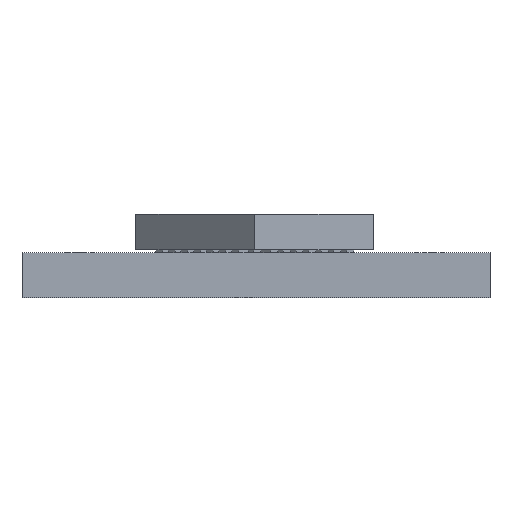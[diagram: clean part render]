
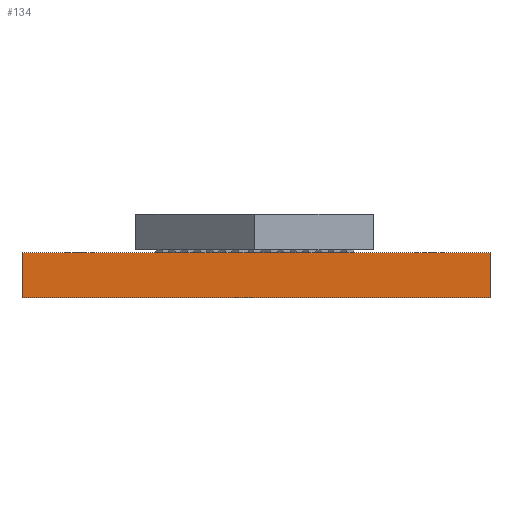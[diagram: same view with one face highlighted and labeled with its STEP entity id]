
A CAD part, front view. The second image highlights one B-rep face of the part: STEP entity #134.
In plain terms, the highlighted planar face has unit normal (0, -1, 0).
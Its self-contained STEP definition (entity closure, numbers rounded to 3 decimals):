
#76 = EDGE_CURVE('',#77,#79,#81,.T.);
#77 = VERTEX_POINT('',#78);
#78 = CARTESIAN_POINT('',(14.901,-35.137,-0.82));
#79 = VERTEX_POINT('',#80);
#80 = CARTESIAN_POINT('',(14.901,-35.137,0.82));
#81 = LINE('',#82,#83);
#82 = CARTESIAN_POINT('',(14.901,-35.137,-0.82));
#83 = VECTOR('',#84,1.);
#84 = DIRECTION('',(0.,0.,1.));
#109 = VERTEX_POINT('',#110);
#110 = CARTESIAN_POINT('',(-2.099,-35.137,0.82));
#116 = EDGE_CURVE('',#117,#109,#119,.T.);
#117 = VERTEX_POINT('',#118);
#118 = CARTESIAN_POINT('',(-2.099,-35.137,-0.82));
#119 = LINE('',#120,#121);
#120 = CARTESIAN_POINT('',(-2.099,-35.137,-0.82));
#121 = VECTOR('',#122,1.);
#122 = DIRECTION('',(0.,0.,1.));
#134 = ADVANCED_FACE('',(#135),#151,.F.);
#135 = FACE_BOUND('',#136,.F.);
#136 = EDGE_LOOP('',(#137,#138,#144,#145));
#137 = ORIENTED_EDGE('',*,*,#116,.T.);
#138 = ORIENTED_EDGE('',*,*,#139,.T.);
#139 = EDGE_CURVE('',#109,#79,#140,.T.);
#140 = LINE('',#141,#142);
#141 = CARTESIAN_POINT('',(-2.099,-35.137,0.82));
#142 = VECTOR('',#143,1.);
#143 = DIRECTION('',(1.,0.,0.));
#144 = ORIENTED_EDGE('',*,*,#76,.F.);
#145 = ORIENTED_EDGE('',*,*,#146,.F.);
#146 = EDGE_CURVE('',#117,#77,#147,.T.);
#147 = LINE('',#148,#149);
#148 = CARTESIAN_POINT('',(-2.099,-35.137,-0.82));
#149 = VECTOR('',#150,1.);
#150 = DIRECTION('',(1.,0.,0.));
#151 = PLANE('',#152);
#152 = AXIS2_PLACEMENT_3D('',#153,#154,#155);
#153 = CARTESIAN_POINT('',(-2.099,-35.137,-0.82));
#154 = DIRECTION('',(0.,1.,0.));
#155 = DIRECTION('',(1.,0.,0.));
